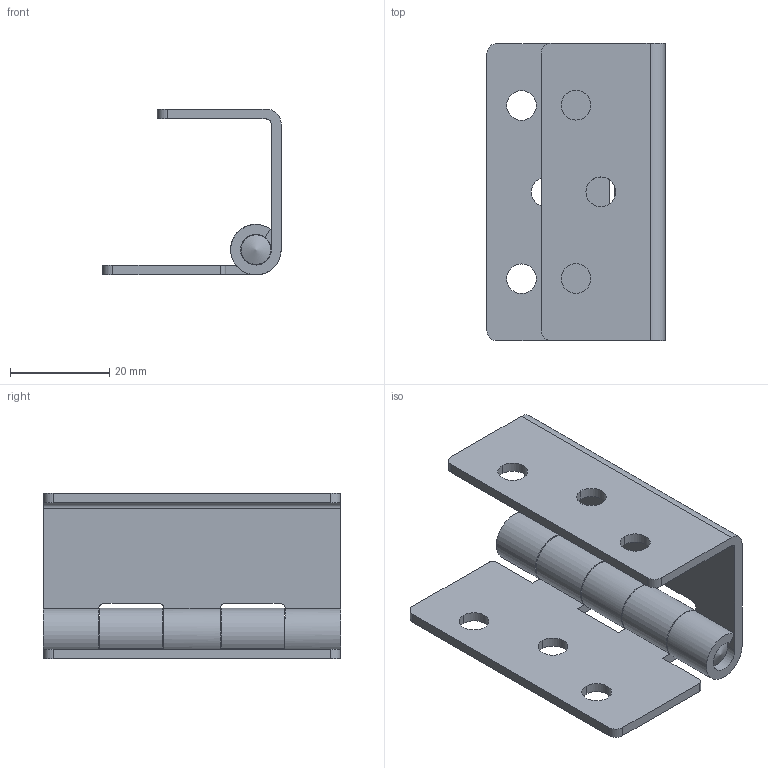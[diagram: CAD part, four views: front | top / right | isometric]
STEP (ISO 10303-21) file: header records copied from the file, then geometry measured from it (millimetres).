
FILE_DESCRIPTION(/* description */ (''),/* implementation_level */ '2;1');
FILE_NAME(/* name */ 'JL005',/* time_stamp */ '2024-08-31T09:42:05+08:00',/* author */ (''),/* organization */ (''),/* preprocessor_version */ 'ST-DEVELOPER v19.2',/* originating_system */ 'Rhino 8.5',/* authorisation */ '');
FILE_SCHEMA (('CONFIG_CONTROL_DESIGN'));
Length unit declared in the file: millimetre
Products named in the file (1): Document
Bounding box: 36 x 60 x 33.5 mm (x, y, z)
Volume: 12854.1 mm3; surface area: 13940.5 mm2
Topology: 3 solids, 3 shells, 98 faces, 272 edges, 176 vertices
Faces by surface type: cylinder 46, plane 30, bspline 22
Entity records: 4160 total; most frequent: CARTESIAN_POINT 1951, ORIENTED_EDGE 536, EDGE_CURVE 268, DIRECTION 262, VERTEX_POINT 176, AXIS2_PLACEMENT_3D 168, B_SPLINE_CURVE_WITH_KNOTS 133, EDGE_LOOP 110
